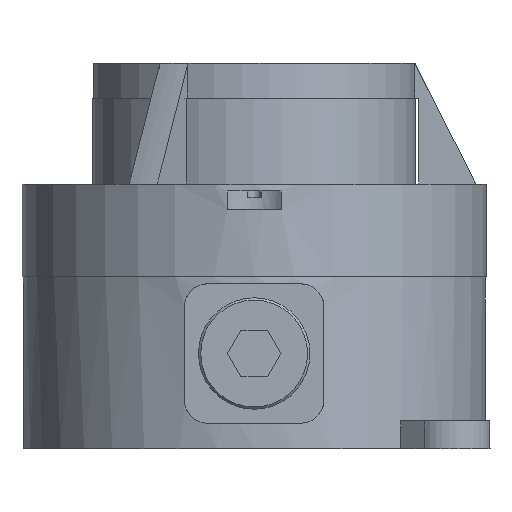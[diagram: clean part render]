
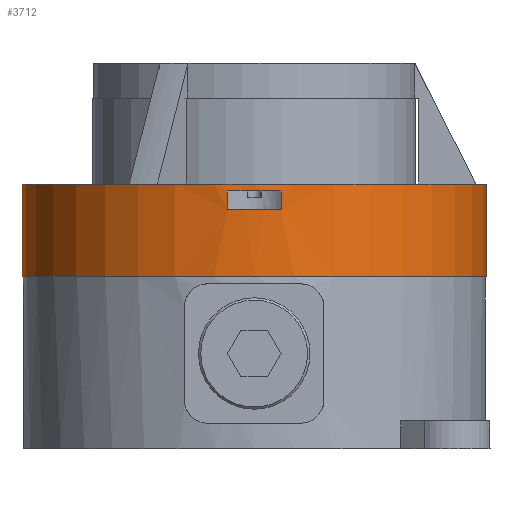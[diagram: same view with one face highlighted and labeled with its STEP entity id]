
A CAD part, left-side view. The second image highlights one B-rep face of the part: STEP entity #3712.
In plain terms, the highlighted cylindrical face has radius 50 mm (diameter 100 mm), a full revolution.
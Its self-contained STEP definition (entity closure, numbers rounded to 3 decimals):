
#3712=ADVANCED_FACE('',(#3865,#3867,#3869),#3871,.T.);
#3865=FACE_BOUND('',#3866,.T.);
#3866=EDGE_LOOP('',(#4090,#4091,#4092,#4093));
#3867=FACE_BOUND('',#3868,.T.);
#3868=EDGE_LOOP('',(#4094,#4095,#4096,#4097));
#3869=FACE_OUTER_BOUND('',#3870,.T.);
#3870=EDGE_LOOP('',(#4098,#4099,#4100,#4101));
#3871=CYLINDRICAL_SURFACE('',#3872,50.);
#3872=AXIS2_PLACEMENT_3D('',#3873,#3874,#3875);
#3873=CARTESIAN_POINT('',(0.,0.,20.));
#3874=DIRECTION('',(-0.,-0.,-1.));
#3875=DIRECTION('',(0.,-1.,0.));
#4090=ORIENTED_EDGE('',*,*,#4222,.T.);
#4091=ORIENTED_EDGE('',*,*,#4223,.T.);
#4092=ORIENTED_EDGE('',*,*,#4224,.T.);
#4093=ORIENTED_EDGE('',*,*,#4225,.T.);
#4094=ORIENTED_EDGE('',*,*,#4226,.T.);
#4095=ORIENTED_EDGE('',*,*,#4227,.T.);
#4096=ORIENTED_EDGE('',*,*,#4228,.T.);
#4097=ORIENTED_EDGE('',*,*,#4229,.T.);
#4098=ORIENTED_EDGE('',*,*,#4230,.T.);
#4099=ORIENTED_EDGE('',*,*,#4220,.T.);
#4100=ORIENTED_EDGE('',*,*,#4230,.F.);
#4101=ORIENTED_EDGE('',*,*,#4231,.F.);
#4220=EDGE_CURVE('',#4349,#4349,#4350,.T.);
#4222=EDGE_CURVE('',#4353,#4354,#4355,.T.);
#4223=EDGE_CURVE('',#4354,#4356,#4357,.T.);
#4224=EDGE_CURVE('',#4356,#4358,#4359,.F.);
#4225=EDGE_CURVE('',#4358,#4353,#4360,.F.);
#4226=EDGE_CURVE('',#4361,#4362,#4363,.F.);
#4227=EDGE_CURVE('',#4362,#4364,#4365,.F.);
#4228=EDGE_CURVE('',#4364,#4366,#4367,.T.);
#4229=EDGE_CURVE('',#4366,#4361,#4368,.T.);
#4230=EDGE_CURVE('',#4369,#4349,#4370,.T.);
#4231=EDGE_CURVE('',#4369,#4369,#4371,.T.);
#4349=VERTEX_POINT('',#4662);
#4350=CIRCLE('',#4663,50.);
#4353=VERTEX_POINT('',#4672);
#4354=VERTEX_POINT('',#4673);
#4355=LINE('',#4674,#4675);
#4356=VERTEX_POINT('',#4677);
#4357=CIRCLE('',#4678,50.);
#4358=VERTEX_POINT('',#4682);
#4359=LINE('',#4683,#4684);
#4360=CIRCLE('',#4686,50.);
#4361=VERTEX_POINT('',#4690);
#4362=VERTEX_POINT('',#4691);
#4363=LINE('',#4692,#4693);
#4364=VERTEX_POINT('',#4695);
#4365=CIRCLE('',#4696,50.);
#4366=VERTEX_POINT('',#4700);
#4367=LINE('',#4701,#4702);
#4368=CIRCLE('',#4704,50.);
#4369=VERTEX_POINT('',#4708);
#4370=LINE('',#4709,#4710);
#4371=CIRCLE('',#4712,50.);
#4662=CARTESIAN_POINT('',(0.,-50.,20.));
#4663=AXIS2_PLACEMENT_3D('',#4664,#4665,#4666);
#4664=CARTESIAN_POINT('',(0.,0.,20.));
#4665=DIRECTION('',(-0.,-0.,-1.));
#4666=DIRECTION('',(0.,-1.,0.));
#4672=CARTESIAN_POINT('',(-49.665,-5.781,18.5));
#4673=CARTESIAN_POINT('',(-49.665,-5.781,14.5));
#4674=CARTESIAN_POINT('',(-49.665,-5.781,18.5));
#4675=VECTOR('',#4676,1.);
#4676=DIRECTION('',(0.,0.,-1.));
#4677=CARTESIAN_POINT('',(-49.665,5.781,14.5));
#4678=AXIS2_PLACEMENT_3D('',#4679,#4680,#4681);
#4679=CARTESIAN_POINT('',(0.,0.,14.5));
#4680=DIRECTION('',(-0.,-0.,-1.));
#4681=DIRECTION('',(-0.993,-0.116,0.));
#4682=CARTESIAN_POINT('',(-49.665,5.781,18.5));
#4683=CARTESIAN_POINT('',(-49.665,5.781,18.5));
#4684=VECTOR('',#4685,1.);
#4685=DIRECTION('',(0.,0.,-1.));
#4686=AXIS2_PLACEMENT_3D('',#4687,#4688,#4689);
#4687=CARTESIAN_POINT('',(0.,0.,18.5));
#4688=DIRECTION('',(-0.,-0.,-1.));
#4689=DIRECTION('',(-0.993,-0.116,0.));
#4690=CARTESIAN_POINT('',(49.665,-5.781,14.5));
#4691=CARTESIAN_POINT('',(49.665,-5.781,18.5));
#4692=CARTESIAN_POINT('',(49.665,-5.781,18.5));
#4693=VECTOR('',#4694,1.);
#4694=DIRECTION('',(0.,0.,-1.));
#4695=CARTESIAN_POINT('',(49.665,5.781,18.5));
#4696=AXIS2_PLACEMENT_3D('',#4697,#4698,#4699);
#4697=CARTESIAN_POINT('',(0.,0.,18.5));
#4698=DIRECTION('',(-0.,-0.,-1.));
#4699=DIRECTION('',(0.993,0.116,0.));
#4700=CARTESIAN_POINT('',(49.665,5.781,14.5));
#4701=CARTESIAN_POINT('',(49.665,5.781,18.5));
#4702=VECTOR('',#4703,1.);
#4703=DIRECTION('',(0.,0.,-1.));
#4704=AXIS2_PLACEMENT_3D('',#4705,#4706,#4707);
#4705=CARTESIAN_POINT('',(0.,0.,14.5));
#4706=DIRECTION('',(-0.,-0.,-1.));
#4707=DIRECTION('',(0.993,0.116,0.));
#4708=CARTESIAN_POINT('',(0.,-50.,0.));
#4709=CARTESIAN_POINT('',(0.,-50.,0.));
#4710=VECTOR('',#4711,1.);
#4711=DIRECTION('',(0.,0.,1.));
#4712=AXIS2_PLACEMENT_3D('',#4713,#4714,#4715);
#4713=CARTESIAN_POINT('',(0.,0.,0.));
#4714=DIRECTION('',(-0.,-0.,-1.));
#4715=DIRECTION('',(0.,-1.,0.));
